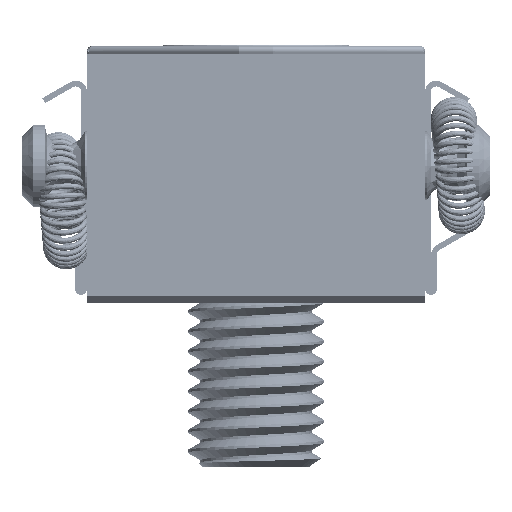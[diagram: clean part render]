
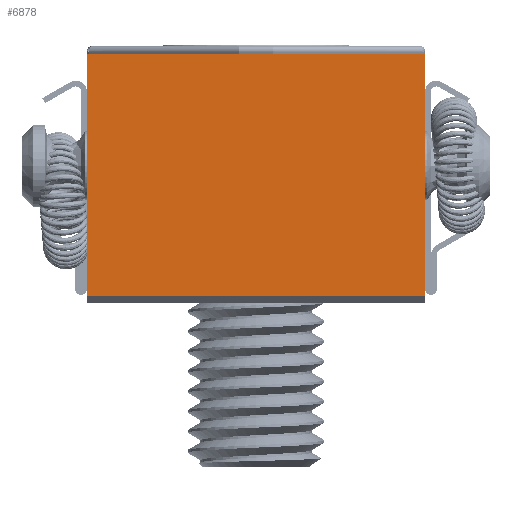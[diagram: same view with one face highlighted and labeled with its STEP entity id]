
A CAD part, left-side view. The second image highlights one B-rep face of the part: STEP entity #6878.
In plain terms, the highlighted face is planar.
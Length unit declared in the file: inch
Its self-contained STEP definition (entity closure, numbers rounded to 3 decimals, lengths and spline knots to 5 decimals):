
#752 = ORIENTED_EDGE ( 'NONE', *, *, #80062, .F. ) ;
#1355 = FACE_OUTER_BOUND ( 'NONE', #31129, .T. ) ;
#2193 = VERTEX_POINT ( 'NONE', #57304 ) ;
#2583 = AXIS2_PLACEMENT_3D ( 'NONE', #62709, #75312, #37709 ) ;
#5135 = VERTEX_POINT ( 'NONE', #67061 ) ;
#6448 = ORIENTED_EDGE ( 'NONE', *, *, #30131, .F. ) ;
#6878 = ADVANCED_FACE ( 'NONE', ( #1355 ), #49876, .F. ) ;
#8333 = CARTESIAN_POINT ( 'NONE',  ( 0.58268, 0.83465, 0. ) ) ;
#12317 = VECTOR ( 'NONE', #22071, 39.37008 ) ;
#13325 = LINE ( 'NONE', #20093, #28195 ) ;
#14883 = ORIENTED_EDGE ( 'NONE', *, *, #17895, .F. ) ;
#17895 = EDGE_CURVE ( 'NONE', #5135, #2193, #74767, .T. ) ;
#20009 = CARTESIAN_POINT ( 'NONE',  ( 0., 0.83465, 0. ) ) ;
#20093 = CARTESIAN_POINT ( 'NONE',  ( 1.16535, 0.43701, 0. ) ) ;
#22071 = DIRECTION ( 'NONE',  ( 0., -1., 0. ) ) ;
#27130 = LINE ( 'NONE', #79592, #12317 ) ;
#27655 = DIRECTION ( 'NONE',  ( -1., 0., 0. ) ) ;
#28195 = VECTOR ( 'NONE', #64191, 39.37008 ) ;
#30131 = EDGE_CURVE ( 'NONE', #2193, #79330, #13325, .T. ) ;
#30419 = ORIENTED_EDGE ( 'NONE', *, *, #68048, .F. ) ;
#30618 = DIRECTION ( 'NONE',  ( 1., 0., 0. ) ) ;
#31129 = EDGE_LOOP ( 'NONE', ( #6448, #14883, #30419, #752 ) ) ;
#37709 = DIRECTION ( 'NONE',  ( 1., 0., 0. ) ) ;
#39592 = VERTEX_POINT ( 'NONE', #20009 ) ;
#45118 = VECTOR ( 'NONE', #27655, 39.37008 ) ;
#49876 = PLANE ( 'NONE',  #2583 ) ;
#57304 = CARTESIAN_POINT ( 'NONE',  ( 1.16535, 0., 0. ) ) ;
#60049 = VECTOR ( 'NONE', #30618, 39.37008 ) ;
#62709 = CARTESIAN_POINT ( 'NONE',  ( 0.58268, 0.43701, 0. ) ) ;
#64191 = DIRECTION ( 'NONE',  ( 0., 1., 0. ) ) ;
#67061 = CARTESIAN_POINT ( 'NONE',  ( 0., 0., 0. ) ) ;
#68048 = EDGE_CURVE ( 'NONE', #39592, #5135, #27130, .T. ) ;
#68575 = CARTESIAN_POINT ( 'NONE',  ( 0.58268, 0., 0. ) ) ;
#74767 = LINE ( 'NONE', #68575, #60049 ) ;
#75312 = DIRECTION ( 'NONE',  ( 0., 0., 1. ) ) ;
#78469 = LINE ( 'NONE', #8333, #45118 ) ;
#79330 = VERTEX_POINT ( 'NONE', #79546 ) ;
#79546 = CARTESIAN_POINT ( 'NONE',  ( 1.16535, 0.83465, 0. ) ) ;
#79592 = CARTESIAN_POINT ( 'NONE',  ( 0., 0.43701, 0. ) ) ;
#80062 = EDGE_CURVE ( 'NONE', #79330, #39592, #78469, .T. ) ;
